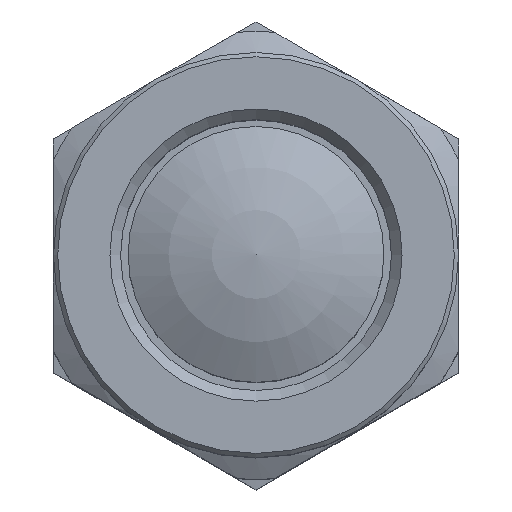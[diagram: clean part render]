
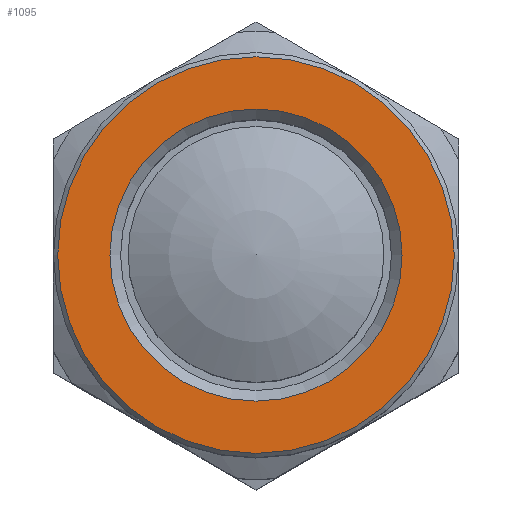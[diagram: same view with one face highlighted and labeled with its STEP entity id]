
A CAD part, top view. The second image highlights one B-rep face of the part: STEP entity #1095.
In plain terms, the highlighted face is planar.
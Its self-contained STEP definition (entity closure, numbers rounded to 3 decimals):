
#336=ORIENTED_EDGE('',*,*,#596,.F.);
#337=ORIENTED_EDGE('',*,*,#597,.T.);
#596=EDGE_CURVE('',#715,#715,#790,.T.);
#597=EDGE_CURVE('',#716,#716,#791,.T.);
#715=VERTEX_POINT('',#1966);
#716=VERTEX_POINT('',#1968);
#790=CIRCLE('',#1244,9.3);
#791=CIRCLE('',#1245,6.85);
#864=EDGE_LOOP('',(#336));
#865=EDGE_LOOP('',(#337));
#970=FACE_BOUND('',#864,.T.);
#971=FACE_BOUND('',#865,.T.);
#1040=PLANE('',#1243);
#1095=ADVANCED_FACE('',(#970,#971),#1040,.F.);
#1243=AXIS2_PLACEMENT_3D('',#1964,#1499,#1500);
#1244=AXIS2_PLACEMENT_3D('',#1965,#1501,#1502);
#1245=AXIS2_PLACEMENT_3D('',#1967,#1503,#1504);
#1499=DIRECTION('',(1.,0.,0.));
#1500=DIRECTION('',(0.,0.,-1.));
#1501=DIRECTION('',(1.,0.,0.));
#1502=DIRECTION('',(0.,0.,-1.));
#1503=DIRECTION('',(1.,0.,0.));
#1504=DIRECTION('',(0.,0.,-1.));
#1964=CARTESIAN_POINT('',(0.,0.,0.));
#1965=CARTESIAN_POINT('',(0.,0.,0.));
#1966=CARTESIAN_POINT('',(0.,0.,-9.3));
#1967=CARTESIAN_POINT('',(0.,0.,0.));
#1968=CARTESIAN_POINT('',(0.,0.,-6.85));
